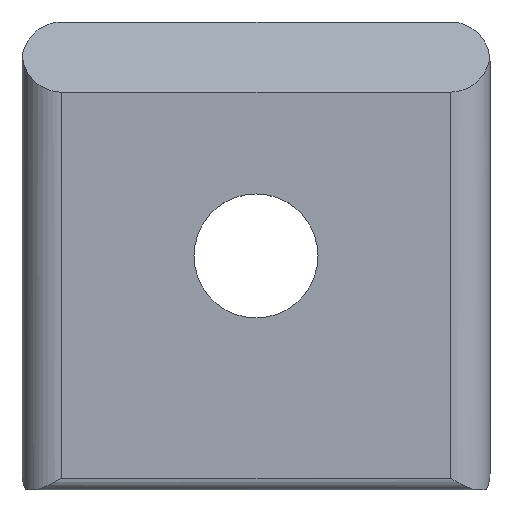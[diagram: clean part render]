
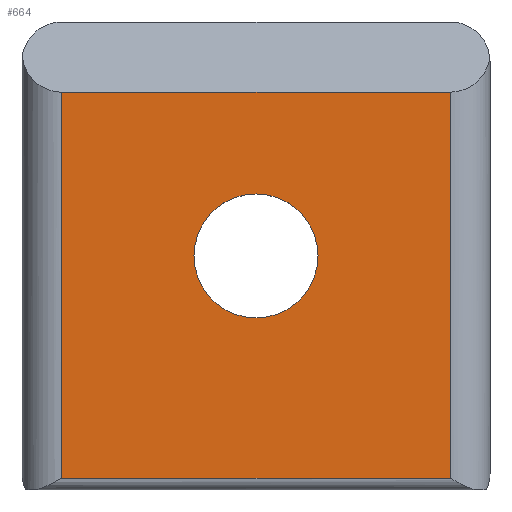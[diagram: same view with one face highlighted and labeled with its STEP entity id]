
A CAD part, top view. The second image highlights one B-rep face of the part: STEP entity #664.
In plain terms, the highlighted planar face has unit normal (0, 0, 1).
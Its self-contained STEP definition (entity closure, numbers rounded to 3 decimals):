
#24=FACE_BOUND('',#118,.T.);
#44=PLANE('',#740);
#75=FACE_OUTER_BOUND('',#117,.T.);
#117=EDGE_LOOP('',(#540,#541,#542,#543));
#118=EDGE_LOOP('',(#544));
#187=LINE('',#1104,#249);
#188=LINE('',#1106,#250);
#189=LINE('',#1108,#251);
#190=LINE('',#1109,#252);
#249=VECTOR('',#892,1000.);
#250=VECTOR('',#893,1000.);
#251=VECTOR('',#894,1000.);
#252=VECTOR('',#895,1000.);
#273=CIRCLE('',#715,2.65);
#291=VERTEX_POINT('',#991);
#334=VERTEX_POINT('',#1102);
#335=VERTEX_POINT('',#1103);
#336=VERTEX_POINT('',#1105);
#337=VERTEX_POINT('',#1107);
#359=EDGE_CURVE('',#291,#291,#273,.T.);
#415=EDGE_CURVE('',#334,#335,#187,.T.);
#416=EDGE_CURVE('',#335,#336,#188,.T.);
#417=EDGE_CURVE('',#336,#337,#189,.T.);
#418=EDGE_CURVE('',#337,#334,#190,.T.);
#540=ORIENTED_EDGE('',*,*,#415,.T.);
#541=ORIENTED_EDGE('',*,*,#416,.T.);
#542=ORIENTED_EDGE('',*,*,#417,.T.);
#543=ORIENTED_EDGE('',*,*,#418,.T.);
#544=ORIENTED_EDGE('',*,*,#359,.F.);
#664=ADVANCED_FACE('',(#75,#24),#44,.F.);
#715=AXIS2_PLACEMENT_3D('',#993,#799,#800);
#740=AXIS2_PLACEMENT_3D('',#1101,#890,#891);
#799=DIRECTION('center_axis',(0.,0.,1.));
#800=DIRECTION('ref_axis',(1.,0.,0.));
#890=DIRECTION('center_axis',(0.,0.,-1.));
#891=DIRECTION('ref_axis',(-1.,0.,0.));
#892=DIRECTION('',(-1.,0.,0.));
#893=DIRECTION('',(0.,-1.,0.));
#894=DIRECTION('',(1.,0.,0.));
#895=DIRECTION('',(0.,1.,0.));
#991=CARTESIAN_POINT('',(-66.072,27.49,7.997));
#993=CARTESIAN_POINT('Origin',(-63.422,27.49,7.997));
#1101=CARTESIAN_POINT('Origin',(-63.422,37.49,7.997));
#1102=CARTESIAN_POINT('',(-55.122,34.49,7.997));
#1103=CARTESIAN_POINT('',(-71.722,34.49,7.997));
#1104=CARTESIAN_POINT('',(-63.422,34.49,7.997));
#1105=CARTESIAN_POINT('',(-71.722,17.99,7.997));
#1106=CARTESIAN_POINT('',(-71.722,37.49,7.997));
#1107=CARTESIAN_POINT('',(-55.122,17.99,7.997));
#1108=CARTESIAN_POINT('',(-63.422,17.99,7.997));
#1109=CARTESIAN_POINT('',(-55.122,34.49,7.997));
